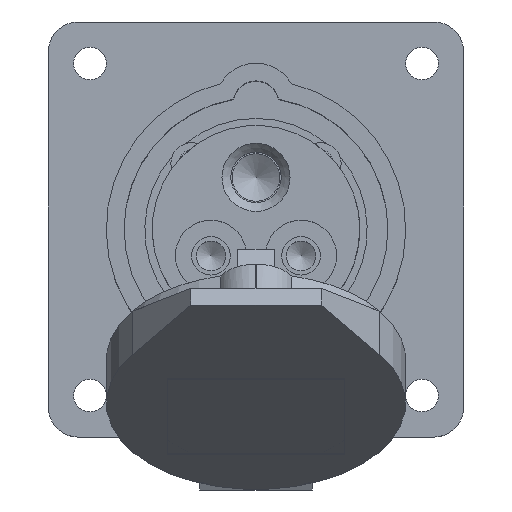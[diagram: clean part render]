
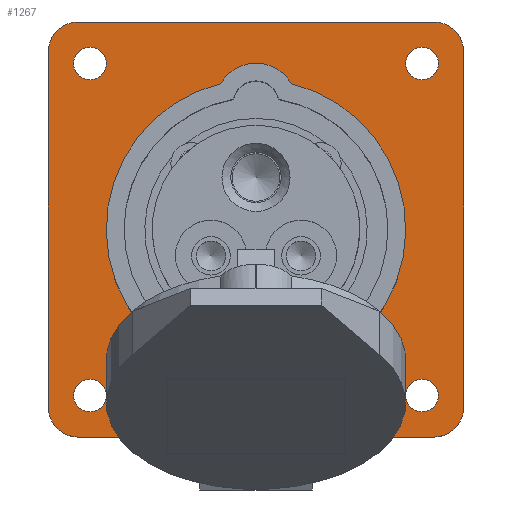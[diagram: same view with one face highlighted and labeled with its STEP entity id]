
A CAD part, top view. The second image highlights one B-rep face of the part: STEP entity #1267.
In plain terms, the highlighted planar face has unit normal (0, 0, 1).
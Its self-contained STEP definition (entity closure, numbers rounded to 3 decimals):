
#332=LINE('',#7168,#633);
#336=LINE('',#7180,#637);
#340=LINE('',#7192,#641);
#342=LINE('',#7196,#643);
#347=LINE('',#7211,#648);
#351=LINE('',#7223,#652);
#355=LINE('',#7235,#656);
#357=LINE('',#7243,#658);
#633=VECTOR('',#5724,1.);
#637=VECTOR('',#5738,1.);
#641=VECTOR('',#5752,1.);
#643=VECTOR('',#5756,1.);
#648=VECTOR('',#5769,1.);
#652=VECTOR('',#5781,1.);
#656=VECTOR('',#5793,1.);
#658=VECTOR('',#5803,1.);
#893=PLANE('',#4856);
#1267=ADVANCED_FACE('',(#1637,#1638,#1639,#1640,#1641,#1642),#893,.T.);
#1637=FACE_BOUND('',#1980,.T.);
#1638=FACE_BOUND('',#1981,.T.);
#1639=FACE_BOUND('',#1982,.T.);
#1640=FACE_BOUND('',#1983,.T.);
#1641=FACE_BOUND('',#1984,.T.);
#1642=FACE_BOUND('',#1985,.T.);
#1980=EDGE_LOOP('',(#2764));
#1981=EDGE_LOOP('',(#2765));
#1982=EDGE_LOOP('',(#2766));
#1983=EDGE_LOOP('',(#2767,#2768,#2769,#2770,#2771,#2772,#2773,#2774));
#1984=EDGE_LOOP('',(#2775));
#1985=EDGE_LOOP('',(#2776,#2777,#2778,#2779,#2780,#2781,#2782,#2783));
#2764=ORIENTED_EDGE('',*,*,#4050,.F.);
#2765=ORIENTED_EDGE('',*,*,#3753,.F.);
#2766=ORIENTED_EDGE('',*,*,#4047,.F.);
#2767=ORIENTED_EDGE('',*,*,#4019,.T.);
#2768=ORIENTED_EDGE('',*,*,#4017,.T.);
#2769=ORIENTED_EDGE('',*,*,#4015,.F.);
#2770=ORIENTED_EDGE('',*,*,#4013,.F.);
#2771=ORIENTED_EDGE('',*,*,#4011,.F.);
#2772=ORIENTED_EDGE('',*,*,#4009,.F.);
#2773=ORIENTED_EDGE('',*,*,#4007,.F.);
#2774=ORIENTED_EDGE('',*,*,#4005,.F.);
#2775=ORIENTED_EDGE('',*,*,#4045,.F.);
#2776=ORIENTED_EDGE('',*,*,#4038,.T.);
#2777=ORIENTED_EDGE('',*,*,#4039,.T.);
#2778=ORIENTED_EDGE('',*,*,#4042,.T.);
#2779=ORIENTED_EDGE('',*,*,#4020,.T.);
#2780=ORIENTED_EDGE('',*,*,#4026,.T.);
#2781=ORIENTED_EDGE('',*,*,#4027,.T.);
#2782=ORIENTED_EDGE('',*,*,#4032,.T.);
#2783=ORIENTED_EDGE('',*,*,#4033,.T.);
#3334=VERTEX_POINT('',#6497);
#3514=VERTEX_POINT('',#7167);
#3515=VERTEX_POINT('',#7169);
#3516=VERTEX_POINT('',#7173);
#3517=VERTEX_POINT('',#7177);
#3518=VERTEX_POINT('',#7181);
#3519=VERTEX_POINT('',#7185);
#3520=VERTEX_POINT('',#7189);
#3521=VERTEX_POINT('',#7193);
#3522=VERTEX_POINT('',#7199);
#3523=VERTEX_POINT('',#7200);
#3527=VERTEX_POINT('',#7210);
#3528=VERTEX_POINT('',#7214);
#3531=VERTEX_POINT('',#7222);
#3532=VERTEX_POINT('',#7226);
#3535=VERTEX_POINT('',#7234);
#3536=VERTEX_POINT('',#7238);
#3539=VERTEX_POINT('',#7250);
#3541=VERTEX_POINT('',#7255);
#3544=VERTEX_POINT('',#7263);
#3753=EDGE_CURVE('',#3334,#3334,#4325,.T.);
#4005=EDGE_CURVE('',#3514,#3515,#332,.T.);
#4007=EDGE_CURVE('',#3515,#3516,#4438,.T.);
#4009=EDGE_CURVE('',#3516,#3517,#4439,.T.);
#4011=EDGE_CURVE('',#3517,#3518,#336,.T.);
#4013=EDGE_CURVE('',#3518,#3519,#4440,.T.);
#4015=EDGE_CURVE('',#3519,#3520,#4441,.T.);
#4017=EDGE_CURVE('',#3521,#3520,#340,.T.);
#4019=EDGE_CURVE('',#3514,#3521,#342,.T.);
#4020=EDGE_CURVE('',#3522,#3523,#4442,.T.);
#4026=EDGE_CURVE('',#3523,#3527,#347,.T.);
#4027=EDGE_CURVE('',#3527,#3528,#4444,.T.);
#4032=EDGE_CURVE('',#3528,#3531,#351,.T.);
#4033=EDGE_CURVE('',#3531,#3532,#4446,.T.);
#4038=EDGE_CURVE('',#3532,#3535,#355,.T.);
#4039=EDGE_CURVE('',#3535,#3536,#4448,.T.);
#4042=EDGE_CURVE('',#3536,#3522,#357,.T.);
#4045=EDGE_CURVE('',#3539,#3539,#4451,.T.);
#4047=EDGE_CURVE('',#3541,#3541,#4453,.T.);
#4050=EDGE_CURVE('',#3544,#3544,#4456,.T.);
#4325=CIRCLE('',#4578,2.75);
#4438=CIRCLE('',#4818,25.25);
#4439=CIRCLE('',#4820,6.875);
#4440=CIRCLE('',#4823,6.875);
#4441=CIRCLE('',#4825,25.25);
#4442=CIRCLE('',#4829,5.);
#4444=CIRCLE('',#4833,5.);
#4446=CIRCLE('',#4837,5.);
#4448=CIRCLE('',#4841,5.);
#4451=CIRCLE('',#4847,2.75);
#4453=CIRCLE('',#4850,2.75);
#4456=CIRCLE('',#4855,2.75);
#4578=AXIS2_PLACEMENT_3D('',#6496,#5118,#5119);
#4818=AXIS2_PLACEMENT_3D('',#7172,#5728,#5729);
#4820=AXIS2_PLACEMENT_3D('',#7176,#5733,#5734);
#4823=AXIS2_PLACEMENT_3D('',#7184,#5742,#5743);
#4825=AXIS2_PLACEMENT_3D('',#7188,#5747,#5748);
#4829=AXIS2_PLACEMENT_3D('',#7198,#5759,#5760);
#4833=AXIS2_PLACEMENT_3D('',#7213,#5772,#5773);
#4837=AXIS2_PLACEMENT_3D('',#7225,#5784,#5785);
#4841=AXIS2_PLACEMENT_3D('',#7237,#5796,#5797);
#4847=AXIS2_PLACEMENT_3D('',#7249,#5811,#5812);
#4850=AXIS2_PLACEMENT_3D('',#7254,#5817,#5818);
#4855=AXIS2_PLACEMENT_3D('',#7262,#5827,#5828);
#4856=AXIS2_PLACEMENT_3D('',#7264,#5829,#5830);
#5118=DIRECTION('',(0.,0.,1.));
#5119=DIRECTION('',(1.,0.,0.));
#5724=DIRECTION('',(0.,1.,0.));
#5728=DIRECTION('',(0.,0.,1.));
#5729=DIRECTION('',(1.,0.,0.));
#5733=DIRECTION('',(0.,0.,1.));
#5734=DIRECTION('',(1.,0.,0.));
#5738=DIRECTION('',(-1.,0.,0.));
#5742=DIRECTION('',(0.,0.,1.));
#5743=DIRECTION('',(1.,0.,0.));
#5747=DIRECTION('',(0.,0.,1.));
#5748=DIRECTION('',(1.,0.,0.));
#5752=DIRECTION('',(0.,1.,0.));
#5756=DIRECTION('',(-1.,0.,0.));
#5759=DIRECTION('',(0.,0.,1.));
#5760=DIRECTION('',(1.,0.,0.));
#5769=DIRECTION('',(0.,1.,0.));
#5772=DIRECTION('',(0.,0.,1.));
#5773=DIRECTION('',(1.,0.,0.));
#5781=DIRECTION('',(-1.,0.,0.));
#5784=DIRECTION('',(0.,0.,1.));
#5785=DIRECTION('',(1.,0.,0.));
#5793=DIRECTION('',(0.,-1.,0.));
#5796=DIRECTION('',(0.,0.,1.));
#5797=DIRECTION('',(1.,0.,0.));
#5803=DIRECTION('',(1.,0.,0.));
#5811=DIRECTION('',(0.,0.,1.));
#5812=DIRECTION('',(1.,0.,0.));
#5817=DIRECTION('',(0.,0.,1.));
#5818=DIRECTION('',(1.,0.,0.));
#5827=DIRECTION('',(0.,0.,1.));
#5828=DIRECTION('',(1.,0.,0.));
#5829=DIRECTION('',(0.,0.,1.));
#5830=DIRECTION('',(-1.,0.,0.));
#6496=CARTESIAN_POINT('',(7.,7.,4.));
#6497=CARTESIAN_POINT('',(4.25,7.,4.));
#7167=CARTESIAN_POINT('',(47.9,6.,4.));
#7168=CARTESIAN_POINT('',(47.9,6.,4.));
#7169=CARTESIAN_POINT('',(47.9,13.294,4.));
#7172=CARTESIAN_POINT('',(35.,35.,4.));
#7173=CARTESIAN_POINT('',(40.97,59.534,4.));
#7176=CARTESIAN_POINT('',(35.,56.126,4.));
#7177=CARTESIAN_POINT('',(35.06,63.,4.));
#7180=CARTESIAN_POINT('',(35.06,63.,4.));
#7181=CARTESIAN_POINT('',(34.94,63.,4.));
#7184=CARTESIAN_POINT('',(35.,56.126,4.));
#7185=CARTESIAN_POINT('',(29.03,59.534,4.));
#7188=CARTESIAN_POINT('',(35.,35.,4.));
#7189=CARTESIAN_POINT('',(22.1,13.294,4.));
#7192=CARTESIAN_POINT('',(22.1,6.,4.));
#7193=CARTESIAN_POINT('',(22.1,6.,4.));
#7196=CARTESIAN_POINT('',(47.9,6.,4.));
#7198=CARTESIAN_POINT('',(65.,5.,4.));
#7199=CARTESIAN_POINT('',(65.,0.,4.));
#7200=CARTESIAN_POINT('',(70.,5.,4.));
#7210=CARTESIAN_POINT('',(70.,65.,4.));
#7211=CARTESIAN_POINT('',(70.,0.,4.));
#7213=CARTESIAN_POINT('',(65.,65.,4.));
#7214=CARTESIAN_POINT('',(65.,70.,4.));
#7222=CARTESIAN_POINT('',(5.,70.,4.));
#7223=CARTESIAN_POINT('',(70.,70.,4.));
#7225=CARTESIAN_POINT('',(5.,65.,4.));
#7226=CARTESIAN_POINT('',(0.,65.,4.));
#7234=CARTESIAN_POINT('',(0.,5.,4.));
#7235=CARTESIAN_POINT('',(0.,70.,4.));
#7237=CARTESIAN_POINT('',(5.,5.,4.));
#7238=CARTESIAN_POINT('',(5.,0.,4.));
#7243=CARTESIAN_POINT('',(0.,0.,4.));
#7249=CARTESIAN_POINT('',(63.,63.,4.));
#7250=CARTESIAN_POINT('',(65.75,63.,4.));
#7254=CARTESIAN_POINT('',(63.,7.,4.));
#7255=CARTESIAN_POINT('',(65.75,7.,4.));
#7262=CARTESIAN_POINT('',(7.,63.,4.));
#7263=CARTESIAN_POINT('',(4.25,63.,4.));
#7264=CARTESIAN_POINT('',(0.,0.,4.));
